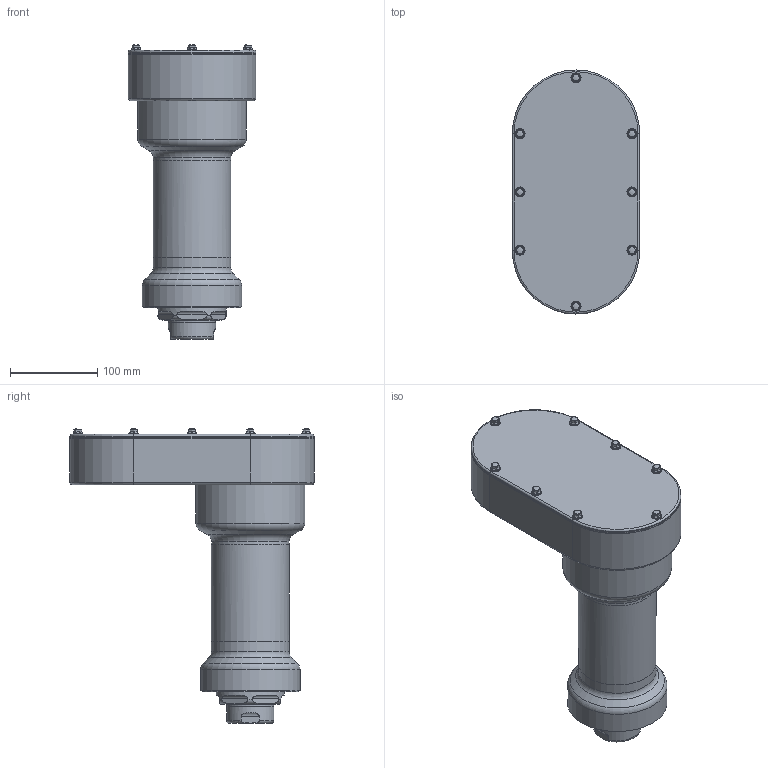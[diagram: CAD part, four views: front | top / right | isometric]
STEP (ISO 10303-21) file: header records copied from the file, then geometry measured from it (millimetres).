
FILE_DESCRIPTION (( 'STEP AP203' ), '1' );
FILE_NAME ('RSH30_RN10_SM0.000_RS-493105-1.step', '2025-07-18T16:20:22', ( '' ), ( '' ), 'SwSTEP 2.0', 'SolidWorks 2024', '' );
FILE_SCHEMA (( 'CONFIG_CONTROL_DESIGN' ));
Length unit declared in the file: inch
Products named in the file (3): Base_RSH30_RN10_SM0.000_RS-493105-1; tempJoin2_21309003_RSH30_RN10_SM0.000_RS-493105-1; RSH30_RN10_SM0.000_RS-493105-1
Assembly tree (2 placements, depth 2):
  RSH30_RN10_SM0.000_RS-493105-1
    tempJoin2_21309003_RSH30_RN10_SM0.000_RS-493105-1
    Base_RSH30_RN10_SM0.000_RS-493105-1
Bounding box: 146 x 279.45 x 337.3 mm (x, y, z)
Volume: 3298789.8 mm3; surface area: 492711.8 mm2
Topology: 2 solids, 39 shells, 2762 faces, 7460 edges, 4783 vertices
Faces by surface type: cylinder 1216, plane 831, bspline 433, cone 143, torus 129, sphere 10
Full cylindrical faces by diameter (mm): 3.242 x9, 4.2 x9, 4.254 x6, 5 x16, 5.588 x8, 6 x17, 6.35 x1, 6.401 x1, 6.477 x2, 6.5 x8, 6.7 x16, 7.01 x6, 7.938 x1, 7.949 x9, 8 x9, 8.5 x4, 10 x9, 10.2 x4, 10.76 x1, 11.1 x8, 17.986 x1, 18 x1, 19 x1, 19.037 x1, 19.05 x1, 19.304 x2, 19.558 x1, 24.8 x1, 25.4 x1, 30.175 x1
Entity records: 100088 total; most frequent: CARTESIAN_POINT 33214, ORIENTED_EDGE 13934, DIRECTION 13875, EDGE_CURVE 6967, AXIS2_PLACEMENT_3D 5477, VERTEX_POINT 4631, EDGE_LOOP 3318, CIRCLE 3144
